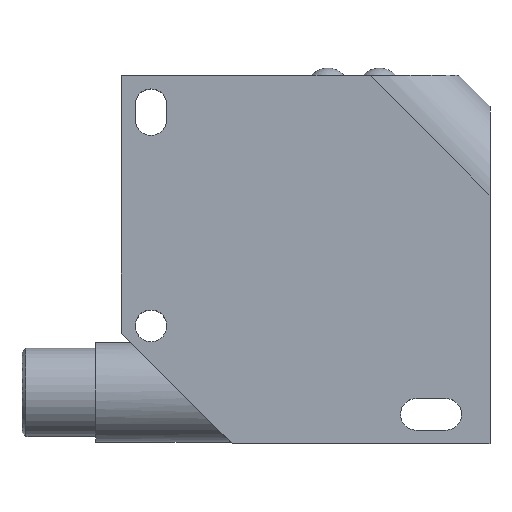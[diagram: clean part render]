
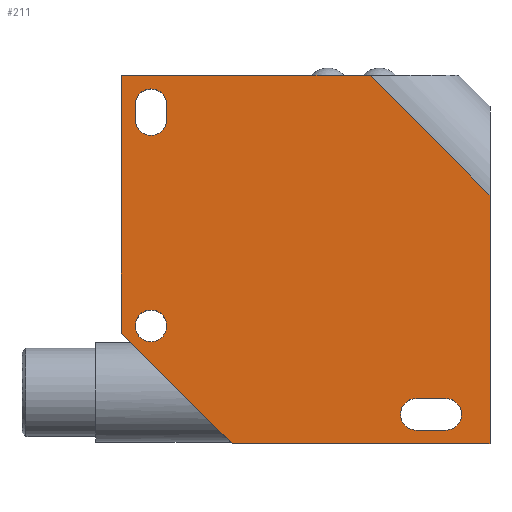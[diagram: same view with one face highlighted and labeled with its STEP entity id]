
A CAD part, top view. The second image highlights one B-rep face of the part: STEP entity #211.
In plain terms, the highlighted planar face has unit normal (0, 0, 1).
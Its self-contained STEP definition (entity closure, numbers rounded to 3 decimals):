
#211=ADVANCED_FACE('',(#428,#429,#430,#431),#432,.T.);
#428=FACE_BOUND('',#651,.T.);
#429=FACE_BOUND('',#652,.T.);
#430=FACE_BOUND('',#653,.T.);
#431=FACE_OUTER_BOUND('',#654,.T.);
#432=PLANE('',#655);
#651=EDGE_LOOP('',(#1176,#1177,#1178,#1179,#1180,#1181));
#652=EDGE_LOOP('',(#1182,#1183,#1184,#1185,#1186,#1187));
#653=EDGE_LOOP('',(#1188,#1189));
#654=EDGE_LOOP('',(#1190,#1191,#1192,#1193,#1194,#1195));
#655=AXIS2_PLACEMENT_3D('',#1196,#1197,#1198);
#1176=ORIENTED_EDGE('',*,*,#1367,.T.);
#1177=ORIENTED_EDGE('',*,*,#1328,.T.);
#1178=ORIENTED_EDGE('',*,*,#1370,.T.);
#1179=ORIENTED_EDGE('',*,*,#1331,.T.);
#1180=ORIENTED_EDGE('',*,*,#1361,.T.);
#1181=ORIENTED_EDGE('',*,*,#1363,.T.);
#1182=ORIENTED_EDGE('',*,*,#1381,.T.);
#1183=ORIENTED_EDGE('',*,*,#1318,.T.);
#1184=ORIENTED_EDGE('',*,*,#1384,.T.);
#1185=ORIENTED_EDGE('',*,*,#1321,.T.);
#1186=ORIENTED_EDGE('',*,*,#1375,.T.);
#1187=ORIENTED_EDGE('',*,*,#1377,.T.);
#1188=ORIENTED_EDGE('',*,*,#1311,.T.);
#1189=ORIENTED_EDGE('',*,*,#1388,.T.);
#1190=ORIENTED_EDGE('',*,*,#1504,.T.);
#1191=ORIENTED_EDGE('',*,*,#1506,.T.);
#1192=ORIENTED_EDGE('',*,*,#1507,.T.);
#1193=ORIENTED_EDGE('',*,*,#1508,.T.);
#1194=ORIENTED_EDGE('',*,*,#1509,.T.);
#1195=ORIENTED_EDGE('',*,*,#1510,.T.);
#1196=CARTESIAN_POINT('',(25.0,25.0,8.5));
#1197=DIRECTION('',(0.0,0.0,1.0));
#1198=DIRECTION('',(1.0,0.0,0.0));
#1311=EDGE_CURVE('',#1564,#1561,#1565,.T.);
#1318=EDGE_CURVE('',#1571,#1575,#1577,.T.);
#1321=EDGE_CURVE('',#1582,#1579,#1583,.T.);
#1328=EDGE_CURVE('',#1589,#1593,#1595,.T.);
#1331=EDGE_CURVE('',#1600,#1597,#1601,.T.);
#1361=EDGE_CURVE('',#1597,#1644,#1646,.T.);
#1363=EDGE_CURVE('',#1644,#1648,#1649,.T.);
#1367=EDGE_CURVE('',#1648,#1589,#1654,.T.);
#1370=EDGE_CURVE('',#1593,#1600,#1657,.T.);
#1375=EDGE_CURVE('',#1579,#1662,#1664,.T.);
#1377=EDGE_CURVE('',#1662,#1666,#1667,.T.);
#1381=EDGE_CURVE('',#1666,#1571,#1672,.T.);
#1384=EDGE_CURVE('',#1575,#1582,#1675,.T.);
#1388=EDGE_CURVE('',#1561,#1564,#1679,.T.);
#1504=EDGE_CURVE('',#1841,#1845,#1847,.T.);
#1506=EDGE_CURVE('',#1845,#1849,#1850,.T.);
#1507=EDGE_CURVE('',#1849,#1851,#1852,.T.);
#1508=EDGE_CURVE('',#1851,#1853,#1854,.T.);
#1509=EDGE_CURVE('',#1853,#1855,#1856,.T.);
#1510=EDGE_CURVE('',#1855,#1841,#1857,.T.);
#1561=VERTEX_POINT('',#1920);
#1564=VERTEX_POINT('',#1924);
#1565=CIRCLE('',#1925,2.15);
#1571=VERTEX_POINT('',#1932);
#1575=VERTEX_POINT('',#1937);
#1577=CIRCLE('',#1940,2.15);
#1579=VERTEX_POINT('',#1942);
#1582=VERTEX_POINT('',#1946);
#1583=CIRCLE('',#1947,2.15);
#1589=VERTEX_POINT('',#1954);
#1593=VERTEX_POINT('',#1959);
#1595=CIRCLE('',#1962,2.15);
#1597=VERTEX_POINT('',#1964);
#1600=VERTEX_POINT('',#1968);
#1601=CIRCLE('',#1969,2.15);
#1644=VERTEX_POINT('',#2017);
#1646=CIRCLE('',#2020,2.15);
#1648=VERTEX_POINT('',#2022);
#1649=LINE('',#2023,#2024);
#1654=CIRCLE('',#2031,2.15);
#1657=LINE('',#2034,#2035);
#1662=VERTEX_POINT('',#2041);
#1664=CIRCLE('',#2044,2.15);
#1666=VERTEX_POINT('',#2046);
#1667=LINE('',#2047,#2048);
#1672=CIRCLE('',#2055,2.15);
#1675=LINE('',#2058,#2059);
#1679=CIRCLE('',#2064,2.15);
#1841=VERTEX_POINT('',#2258);
#1845=VERTEX_POINT('',#2263);
#1847=LINE('',#2265,#2266);
#1849=VERTEX_POINT('',#2268);
#1850=LINE('',#2269,#2270);
#1851=VERTEX_POINT('',#2271);
#1852=LINE('',#2272,#2273);
#1853=VERTEX_POINT('',#2274);
#1854=LINE('',#2275,#2276);
#1855=VERTEX_POINT('',#2277);
#1856=LINE('',#2278,#2279);
#1857=LINE('',#2280,#2281);
#1920=CARTESIAN_POINT('',(6.15,16.0,8.5));
#1924=CARTESIAN_POINT('',(1.85,16.0,8.5));
#1925=AXIS2_PLACEMENT_3D('',#2343,#2344,#2345);
#1932=CARTESIAN_POINT('',(37.85,4.0,8.5));
#1937=CARTESIAN_POINT('',(40.0,6.15,8.5));
#1940=AXIS2_PLACEMENT_3D('',#2355,#2356,#2357);
#1942=CARTESIAN_POINT('',(46.15,4.0,8.5));
#1946=CARTESIAN_POINT('',(44.0,6.15,8.5));
#1947=AXIS2_PLACEMENT_3D('',#2359,#2360,#2361);
#1954=CARTESIAN_POINT('',(4.0,41.85,8.5));
#1959=CARTESIAN_POINT('',(1.85,44.0,8.5));
#1962=AXIS2_PLACEMENT_3D('',#2371,#2372,#2373);
#1964=CARTESIAN_POINT('',(4.0,48.15,8.5));
#1968=CARTESIAN_POINT('',(1.85,46.0,8.5));
#1969=AXIS2_PLACEMENT_3D('',#2375,#2376,#2377);
#2017=CARTESIAN_POINT('',(6.15,46.0,8.5));
#2020=AXIS2_PLACEMENT_3D('',#2426,#2427,#2428);
#2022=CARTESIAN_POINT('',(6.15,44.0,8.5));
#2023=CARTESIAN_POINT('',(6.15,35.0,8.5));
#2024=VECTOR('',#2429,1.0);
#2031=AXIS2_PLACEMENT_3D('',#2432,#2433,#2434);
#2034=CARTESIAN_POINT('',(1.85,35.0,8.5));
#2035=VECTOR('',#2438,1.0);
#2041=CARTESIAN_POINT('',(44.0,1.85,8.5));
#2044=AXIS2_PLACEMENT_3D('',#2444,#2445,#2446);
#2046=CARTESIAN_POINT('',(40.0,1.85,8.5));
#2047=CARTESIAN_POINT('',(33.5,1.85,8.5));
#2048=VECTOR('',#2447,1.0);
#2055=AXIS2_PLACEMENT_3D('',#2450,#2451,#2452);
#2058=CARTESIAN_POINT('',(33.5,6.15,8.5));
#2059=VECTOR('',#2456,1.0);
#2064=AXIS2_PLACEMENT_3D('',#2461,#2462,#2463);
#2258=CARTESIAN_POINT('',(50.0,33.737,8.5));
#2263=CARTESIAN_POINT('',(33.737,50.0,8.5));
#2265=CARTESIAN_POINT('',(36.565,47.172,8.5));
#2266=VECTOR('',#2641,1.0);
#2268=CARTESIAN_POINT('',(0.0,50.0,8.5));
#2269=CARTESIAN_POINT('',(25.0,50.0,8.5));
#2270=VECTOR('',#2642,1.0);
#2271=CARTESIAN_POINT('',(0.,15.0,8.5));
#2272=CARTESIAN_POINT('',(0.0,25.0,8.5));
#2273=VECTOR('',#2643,1.0);
#2274=CARTESIAN_POINT('',(15.0,0.,8.5));
#2275=CARTESIAN_POINT('',(7.5,7.5,8.5));
#2276=VECTOR('',#2644,1.0);
#2277=CARTESIAN_POINT('',(50.0,0.0,8.5));
#2278=CARTESIAN_POINT('',(25.0,0.0,8.5));
#2279=VECTOR('',#2645,1.0);
#2280=CARTESIAN_POINT('',(50.0,25.0,8.5));
#2281=VECTOR('',#2646,1.0);
#2343=CARTESIAN_POINT('',(4.0,16.0,8.5));
#2344=DIRECTION('',(0.0,0.0,-1.0));
#2345=DIRECTION('',(1.0,0.0,0.0));
#2355=CARTESIAN_POINT('',(40.0,4.0,8.5));
#2356=DIRECTION('',(0.0,0.0,-1.0));
#2357=DIRECTION('',(1.0,0.0,0.0));
#2359=CARTESIAN_POINT('',(44.0,4.0,8.5));
#2360=DIRECTION('',(0.0,0.0,-1.0));
#2361=DIRECTION('',(1.0,0.0,0.0));
#2371=CARTESIAN_POINT('',(4.0,44.0,8.5));
#2372=DIRECTION('',(0.0,0.0,-1.0));
#2373=DIRECTION('',(0.,1.0,0.0));
#2375=CARTESIAN_POINT('',(4.0,46.0,8.5));
#2376=DIRECTION('',(0.0,0.0,-1.0));
#2377=DIRECTION('',(0.,1.0,0.0));
#2426=CARTESIAN_POINT('',(4.0,46.0,8.5));
#2427=DIRECTION('',(0.0,0.0,-1.0));
#2428=DIRECTION('',(0.,1.0,0.0));
#2429=DIRECTION('',(0.,-1.0,0.0));
#2432=CARTESIAN_POINT('',(4.0,44.0,8.5));
#2433=DIRECTION('',(0.0,0.0,-1.0));
#2434=DIRECTION('',(0.,1.0,0.0));
#2438=DIRECTION('',(0.,1.0,-0.0));
#2444=CARTESIAN_POINT('',(44.0,4.0,8.5));
#2445=DIRECTION('',(0.0,0.0,-1.0));
#2446=DIRECTION('',(1.0,0.0,0.0));
#2447=DIRECTION('',(-1.0,0.0,0.0));
#2450=CARTESIAN_POINT('',(40.0,4.0,8.5));
#2451=DIRECTION('',(0.0,0.0,-1.0));
#2452=DIRECTION('',(1.0,0.0,0.0));
#2456=DIRECTION('',(1.0,0.0,0.0));
#2461=CARTESIAN_POINT('',(4.0,16.0,8.5));
#2462=DIRECTION('',(0.0,0.0,-1.0));
#2463=DIRECTION('',(1.0,0.0,0.0));
#2641=DIRECTION('',(-0.707,0.707,0.0));
#2642=DIRECTION('',(-1.0,0.0,0.0));
#2643=DIRECTION('',(0.0,-1.0,0.0));
#2644=DIRECTION('',(0.707,-0.707,0.0));
#2645=DIRECTION('',(1.0,0.0,0.0));
#2646=DIRECTION('',(0.0,1.0,0.0));
